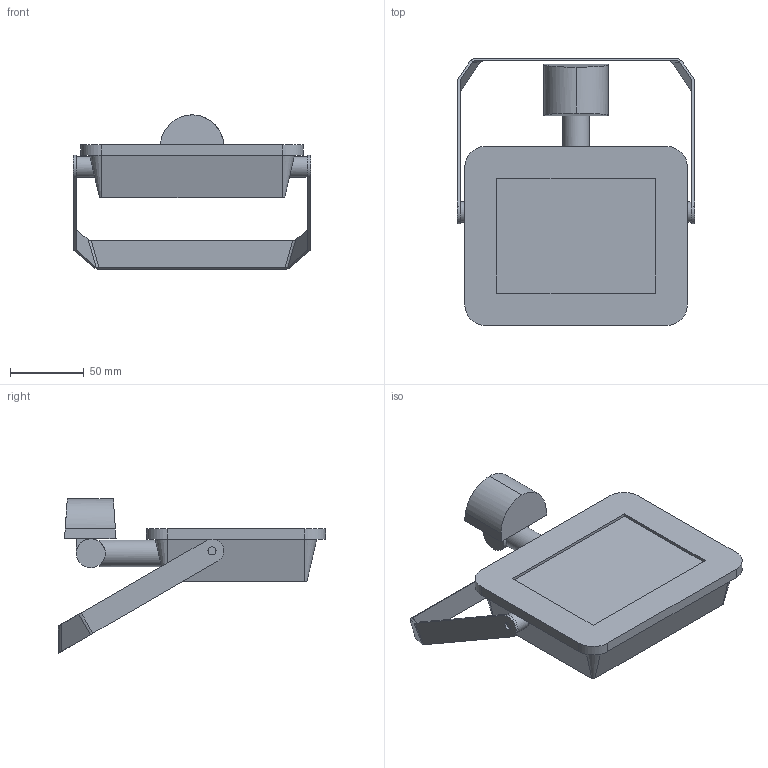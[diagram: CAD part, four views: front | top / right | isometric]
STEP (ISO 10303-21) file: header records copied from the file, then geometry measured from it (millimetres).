
FILE_DESCRIPTION (( 'STEP AP214' ), '1' );
FILE_NAME ('Floodlight Compact 50W_sensor.STEP', '2021-09-30T11:54:00', ( '' ), ( '' ), 'SwSTEP 2.0', 'SolidWorks 2020', '' );
FILE_SCHEMA (( 'AUTOMOTIVE_DESIGN' ));
Length unit declared in the file: millimetre
Products named in the file (1): Floodlight Compact 50W_sensor
Bounding box: 161 x 181.35 x 104.82 mm (x, y, z)
Volume: 567942.3 mm3; surface area: 76382.5 mm2
Topology: 2 solids, 2 shells, 71 faces, 180 edges, 121 vertices
Faces by surface type: plane 45, cylinder 22, cone 4
Full cylindrical faces by diameter (mm): 5.5 x2, 14 x2, 18 x1, 19.64 x1
Entity records: 3031 total; most frequent: CARTESIAN_POINT 551, ORIENTED_EDGE 340, DIRECTION 329, EDGE_CURVE 170, VERTEX_POINT 117, AXIS2_PLACEMENT_3D 112, VECTOR 105, LINE 105
